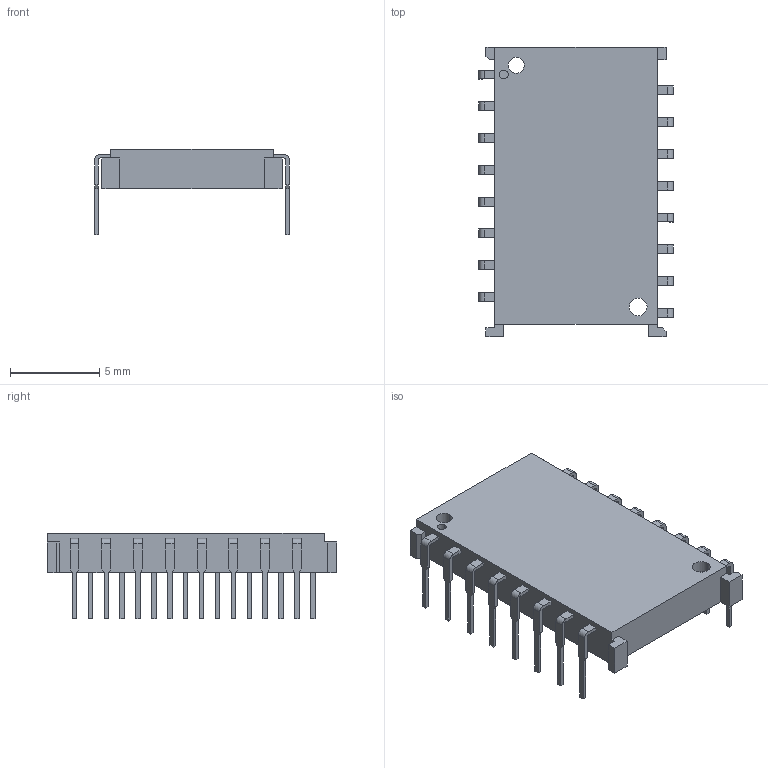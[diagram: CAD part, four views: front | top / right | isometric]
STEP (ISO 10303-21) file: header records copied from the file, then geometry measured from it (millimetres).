
FILE_DESCRIPTION (( 'STEP AP214' ), '1' );
FILE_NAME ('PMW3395.STEP', '2025-01-09T07:13:52', ( '' ), ( '' ), 'SwSTEP 2.0', 'SolidWorks 2024', '' );
FILE_SCHEMA (( 'AUTOMOTIVE_DESIGN' ));
Length unit declared in the file: millimetre
Products named in the file (1): PMW3395
Bounding box: 10.9 x 16.2 x 4.81 mm (x, y, z)
Volume: 300.9 mm3; surface area: 543.8 mm2
Topology: 17 solids, 17 shells, 275 faces, 708 edges, 472 vertices
Faces by surface type: plane 237, cylinder 38
Entity records: 8433 total; most frequent: CARTESIAN_POINT 1456, ORIENTED_EDGE 1416, DIRECTION 1336, EDGE_CURVE 708, LINE 632, VECTOR 632, VERTEX_POINT 472, AXIS2_PLACEMENT_3D 352
